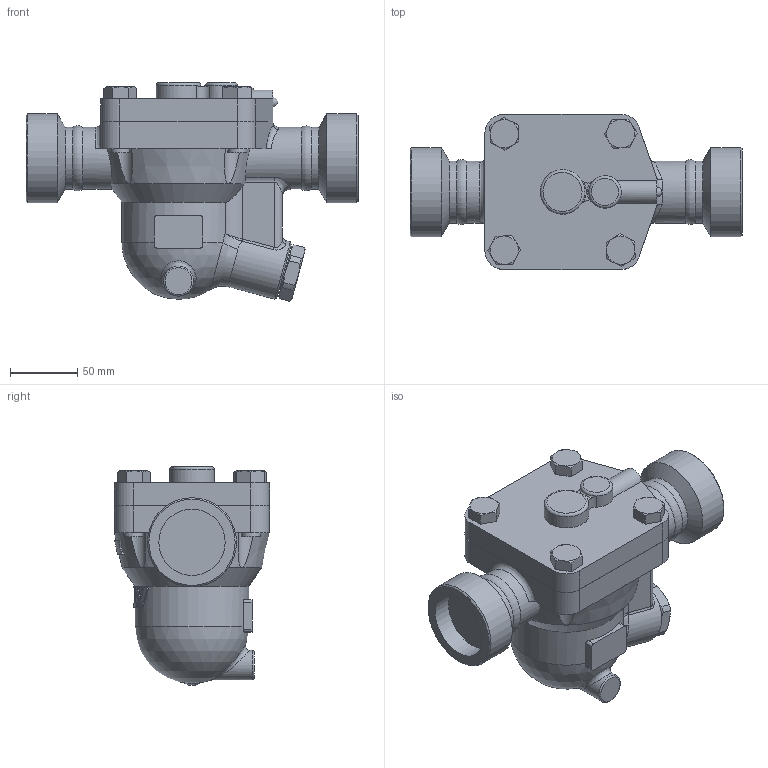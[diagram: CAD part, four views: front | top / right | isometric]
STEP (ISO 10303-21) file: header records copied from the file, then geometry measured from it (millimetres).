
FILE_DESCRIPTION((''),'2;1');
FILE_NAME('j5rlx-040-sw000-00.stp','2010-02-01T11:29:03',('nakaot'),(''),'Autodesk Inventor 2008','Autodesk Inventor 2008','');
FILE_SCHEMA(('AUTOMOTIVE_DESIGN { 1 0 10303 214 1 1 1 1 }'));
Length unit declared in the file: millimetre
Products named in the file (1): j5rlx-040-sw000-00
Bounding box: 246 x 115 x 162.18 mm (x, y, z)
Volume: 1591155.8 mm3; surface area: 137314.8 mm2
Topology: 1 solids, 1 shells, 258 faces, 639 edges, 399 vertices
Faces by surface type: plane 101, cylinder 58, cone 49, bspline 43, torus 5, sphere 2
Full cylindrical faces by diameter (mm): 14 x8, 22 x1, 27 x1, 44 x1, 46 x4, 66 x2, 80 x1
Entity records: 15804 total; most frequent: CARTESIAN_POINT 10280, ORIENTED_EDGE 1176, DIRECTION 1063, EDGE_CURVE 588, AXIS2_PLACEMENT_3D 437, VERTEX_POINT 387, EDGE_LOOP 321, FACE_OUTER_BOUND 258
